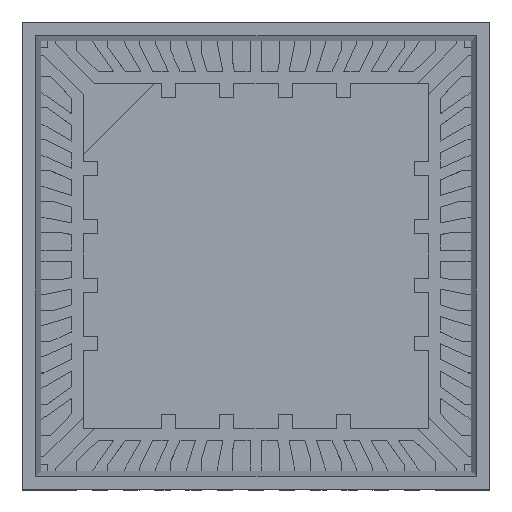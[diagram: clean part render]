
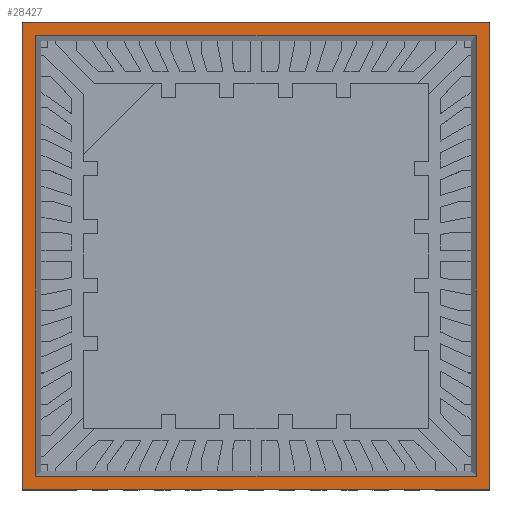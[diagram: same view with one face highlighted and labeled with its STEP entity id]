
A CAD part, top view. The second image highlights one B-rep face of the part: STEP entity #28427.
In plain terms, the highlighted planar face has unit normal (0, 0, 1).
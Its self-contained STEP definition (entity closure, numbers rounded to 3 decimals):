
#3981 = CARTESIAN_POINT ( 'NONE',  ( -3., -3., 0.84 ) ) ;
#3984 = DIRECTION ( 'NONE',  ( 1., 0., 0. ) ) ;
#8351 = LINE ( 'NONE', #3981, #8354 ) ;
#8354 = VECTOR ( 'NONE', #3984, 1000. ) ;
#9105 = LINE ( 'NONE', #19548, #9108 ) ;
#9108 = VECTOR ( 'NONE', #19549, 1000. ) ;
#10606 = AXIS2_PLACEMENT_3D ( 'NONE', #37461, #37454, #37470 ) ;
#13166 = CARTESIAN_POINT ( 'NONE',  ( -2.826, -2.826, 0.84 ) ) ;
#13167 = DIRECTION ( 'NONE',  ( 1., 0., 0. ) ) ;
#13176 = CARTESIAN_POINT ( 'NONE',  ( -2.826, 2.826, 0.84 ) ) ;
#13183 = DIRECTION ( 'NONE',  ( 0., -1., 0. ) ) ;
#13186 = CARTESIAN_POINT ( 'NONE',  ( -2.826, 2.826, 0.84 ) ) ;
#13199 = DIRECTION ( 'NONE',  ( -1., 0., 0. ) ) ;
#13214 = CARTESIAN_POINT ( 'NONE',  ( 2.826, 2.826, 0.84 ) ) ;
#13216 = DIRECTION ( 'NONE',  ( 0., 1., 0. ) ) ;
#14143 = VERTEX_POINT ( 'NONE', #28130 ) ;
#14147 = VERTEX_POINT ( 'NONE', #28134 ) ;
#14233 = VERTEX_POINT ( 'NONE', #28220 ) ;
#14251 = VERTEX_POINT ( 'NONE', #28238 ) ;
#14939 = LINE ( 'NONE', #13166, #14942 ) ;
#14942 = VECTOR ( 'NONE', #13167, 1000. ) ;
#14951 = LINE ( 'NONE', #13176, #14958 ) ;
#14958 = VECTOR ( 'NONE', #13183, 1000. ) ;
#14965 = LINE ( 'NONE', #13186, #14974 ) ;
#14974 = VECTOR ( 'NONE', #13199, 1000. ) ;
#14987 = LINE ( 'NONE', #13214, #14990 ) ;
#14990 = VECTOR ( 'NONE', #13216, 1000. ) ;
#17678 = CARTESIAN_POINT ( 'NONE',  ( 3., -3., 0.84 ) ) ;
#17719 = DIRECTION ( 'NONE',  ( 0., 1., 0. ) ) ;
#19548 = CARTESIAN_POINT ( 'NONE',  ( -3., 3., 0.84 ) ) ;
#19549 = DIRECTION ( 'NONE',  ( -1., 0., 0. ) ) ;
#19955 = CARTESIAN_POINT ( 'NONE',  ( -3., -3., 0.84 ) ) ;
#19960 = DIRECTION ( 'NONE',  ( 0., -1., 0. ) ) ;
#21875 = EDGE_CURVE ( 'NONE', #26814, #26980, #35803, .T. ) ;
#22076 = EDGE_CURVE ( 'NONE', #26879, #26810, #42253, .T. ) ;
#23218 = EDGE_CURVE ( 'NONE', #14233, #14143, #14939, .T. ) ;
#23226 = EDGE_CURVE ( 'NONE', #14251, #14233, #14951, .T. ) ;
#23234 = EDGE_CURVE ( 'NONE', #14147, #14251, #14965, .T. ) ;
#23242 = EDGE_CURVE ( 'NONE', #14143, #14147, #14987, .T. ) ;
#23744 = EDGE_CURVE ( 'NONE', #26810, #26814, #8351, .T. ) ;
#24277 = EDGE_CURVE ( 'NONE', #26980, #26879, #9105, .T. ) ;
#24728 = EDGE_LOOP ( 'NONE', ( #43942, #43943, #43944, #43945 ) ) ;
#24733 = EDGE_LOOP ( 'NONE', ( #43946, #43947, #43948, #43949 ) ) ;
#26810 = VERTEX_POINT ( 'NONE', #41337 ) ;
#26814 = VERTEX_POINT ( 'NONE', #41341 ) ;
#26879 = VERTEX_POINT ( 'NONE', #41406 ) ;
#26980 = VERTEX_POINT ( 'NONE', #41507 ) ;
#28130 = CARTESIAN_POINT ( 'NONE',  ( 2.826, -2.826, 0.84 ) ) ;
#28134 = CARTESIAN_POINT ( 'NONE',  ( 2.826, 2.826, 0.84 ) ) ;
#28220 = CARTESIAN_POINT ( 'NONE',  ( -2.826, -2.826, 0.84 ) ) ;
#28238 = CARTESIAN_POINT ( 'NONE',  ( -2.826, 2.826, 0.84 ) ) ;
#28427 = ADVANCED_FACE ( 'NONE', ( #40319, #40321 ), #37465, .F. ) ;
#35803 = LINE ( 'NONE', #17678, #35844 ) ;
#35844 = VECTOR ( 'NONE', #17719, 1000. ) ;
#37454 = DIRECTION ( 'NONE',  ( 0., 0., -1. ) ) ;
#37461 = CARTESIAN_POINT ( 'NONE',  ( -3., 3., 0.84 ) ) ;
#37465 = PLANE ( 'NONE',  #10606 ) ;
#37470 = DIRECTION ( 'NONE',  ( -1., 0., 0. ) ) ;
#40319 = FACE_BOUND ( 'NONE', #24728, .T. ) ;
#40321 = FACE_OUTER_BOUND ( 'NONE', #24733, .T. ) ;
#41337 = CARTESIAN_POINT ( 'NONE',  ( -3., -3., 0.84 ) ) ;
#41341 = CARTESIAN_POINT ( 'NONE',  ( 3., -3., 0.84 ) ) ;
#41406 = CARTESIAN_POINT ( 'NONE',  ( -3., 3., 0.84 ) ) ;
#41507 = CARTESIAN_POINT ( 'NONE',  ( 3., 3., 0.84 ) ) ;
#42253 = LINE ( 'NONE', #19955, #42258 ) ;
#42258 = VECTOR ( 'NONE', #19960, 1000. ) ;
#43942 = ORIENTED_EDGE ( 'NONE', *, *, #23218, .F. ) ;
#43943 = ORIENTED_EDGE ( 'NONE', *, *, #23226, .F. ) ;
#43944 = ORIENTED_EDGE ( 'NONE', *, *, #23234, .F. ) ;
#43945 = ORIENTED_EDGE ( 'NONE', *, *, #23242, .F. ) ;
#43946 = ORIENTED_EDGE ( 'NONE', *, *, #22076, .T. ) ;
#43947 = ORIENTED_EDGE ( 'NONE', *, *, #23744, .T. ) ;
#43948 = ORIENTED_EDGE ( 'NONE', *, *, #21875, .T. ) ;
#43949 = ORIENTED_EDGE ( 'NONE', *, *, #24277, .T. ) ;
